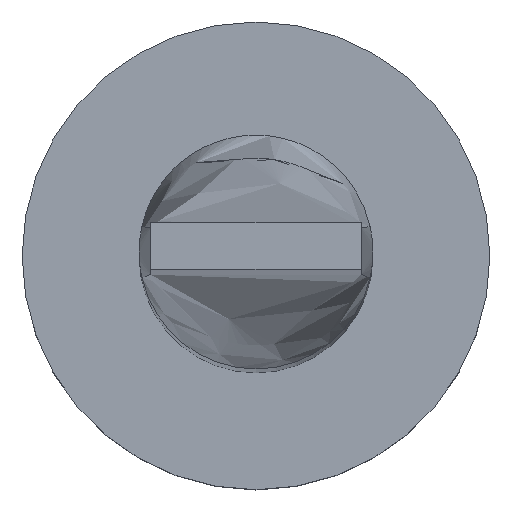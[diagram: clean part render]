
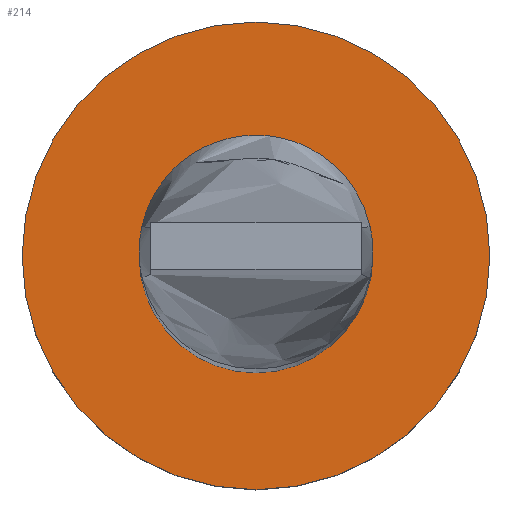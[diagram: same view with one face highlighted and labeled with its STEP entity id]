
A CAD part, top view. The second image highlights one B-rep face of the part: STEP entity #214.
In plain terms, the highlighted planar face has unit normal (0, 0, 1).
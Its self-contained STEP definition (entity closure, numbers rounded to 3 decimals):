
#15 = DIRECTION ( 'NONE',  ( 0., 0., 1. ) ) ;
#32 = DIRECTION ( 'NONE',  ( 1., 0., 0. ) ) ;
#52 = CARTESIAN_POINT ( 'NONE',  ( -2.5, 0., 3. ) ) ;
#66 = ORIENTED_EDGE ( 'NONE', *, *, #283, .T. ) ;
#67 = CIRCLE ( 'NONE', #422, 2.5 ) ;
#127 = AXIS2_PLACEMENT_3D ( 'NONE', #443, #207, #32 ) ;
#134 = CIRCLE ( 'NONE', #127, 5. ) ;
#149 = EDGE_LOOP ( 'NONE', ( #66, #157 ) ) ;
#155 = DIRECTION ( 'NONE',  ( 1., 0., 0. ) ) ;
#157 = ORIENTED_EDGE ( 'NONE', *, *, #558, .T. ) ;
#173 = CARTESIAN_POINT ( 'NONE',  ( 5., 0., 3. ) ) ;
#184 = CARTESIAN_POINT ( 'NONE',  ( 0., 0., 3. ) ) ;
#186 = DIRECTION ( 'NONE',  ( 0., 0., 1. ) ) ;
#190 = FACE_BOUND ( 'NONE', #389, .T. ) ;
#196 = DIRECTION ( 'NONE',  ( 0., 0., 1. ) ) ;
#202 = EDGE_CURVE ( 'NONE', #234, #545, #400, .T. ) ;
#207 = DIRECTION ( 'NONE',  ( 0., 0., 1. ) ) ;
#214 = ADVANCED_FACE ( 'NONE', ( #190, #465 ), #290, .T. ) ;
#234 = VERTEX_POINT ( 'NONE', #52 ) ;
#238 = VERTEX_POINT ( 'NONE', #377 ) ;
#283 = EDGE_CURVE ( 'NONE', #238, #338, #134, .T. ) ;
#286 = CARTESIAN_POINT ( 'NONE',  ( 0., 0., 3. ) ) ;
#290 = PLANE ( 'NONE',  #408 ) ;
#303 = EDGE_CURVE ( 'NONE', #545, #234, #67, .T. ) ;
#304 = CARTESIAN_POINT ( 'NONE',  ( 0., 0., 3. ) ) ;
#314 = DIRECTION ( 'NONE',  ( 1., 0., 0. ) ) ;
#322 = CIRCLE ( 'NONE', #401, 5. ) ;
#338 = VERTEX_POINT ( 'NONE', #173 ) ;
#345 = ORIENTED_EDGE ( 'NONE', *, *, #202, .F. ) ;
#354 = CARTESIAN_POINT ( 'NONE',  ( 2.5, 0., 3. ) ) ;
#377 = CARTESIAN_POINT ( 'NONE',  ( -5., 0., 3. ) ) ;
#388 = ORIENTED_EDGE ( 'NONE', *, *, #303, .F. ) ;
#389 = EDGE_LOOP ( 'NONE', ( #345, #388 ) ) ;
#400 = CIRCLE ( 'NONE', #475, 2.5 ) ;
#401 = AXIS2_PLACEMENT_3D ( 'NONE', #532, #196, #155 ) ;
#408 = AXIS2_PLACEMENT_3D ( 'NONE', #184, #186, #429 ) ;
#422 = AXIS2_PLACEMENT_3D ( 'NONE', #304, #479, #314 ) ;
#429 = DIRECTION ( 'NONE',  ( 1., 0., 0. ) ) ;
#443 = CARTESIAN_POINT ( 'NONE',  ( 0., 0., 3. ) ) ;
#462 = DIRECTION ( 'NONE',  ( 1., 0., 0. ) ) ;
#465 = FACE_OUTER_BOUND ( 'NONE', #149, .T. ) ;
#475 = AXIS2_PLACEMENT_3D ( 'NONE', #286, #15, #462 ) ;
#479 = DIRECTION ( 'NONE',  ( 0., 0., 1. ) ) ;
#532 = CARTESIAN_POINT ( 'NONE',  ( 0., 0., 3. ) ) ;
#545 = VERTEX_POINT ( 'NONE', #354 ) ;
#558 = EDGE_CURVE ( 'NONE', #338, #238, #322, .T. ) ;
